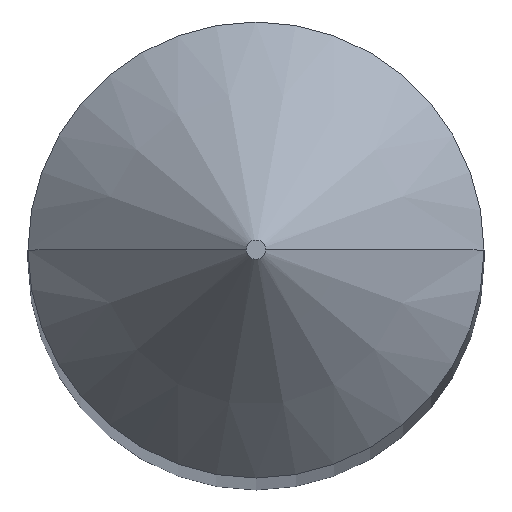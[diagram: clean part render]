
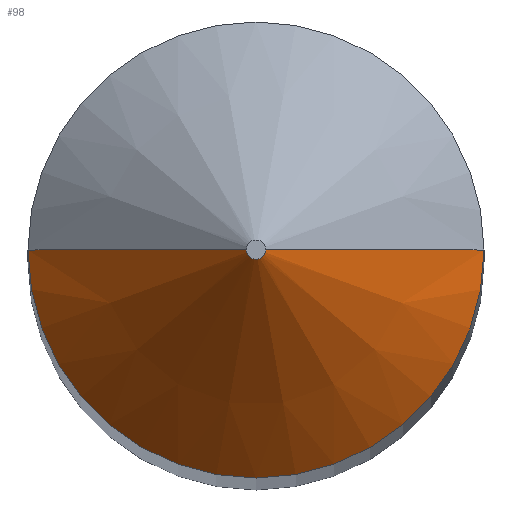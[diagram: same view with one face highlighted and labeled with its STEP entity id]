
A CAD part, top view. The second image highlights one B-rep face of the part: STEP entity #98.
In plain terms, the highlighted conical face has half-angle 45 degrees and reference radius 0.102 mm.
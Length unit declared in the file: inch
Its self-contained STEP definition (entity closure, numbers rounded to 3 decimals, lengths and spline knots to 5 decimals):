
#2 = CARTESIAN_POINT ( 'NONE',  ( 0.004, 0., 3. ) ) ;
#6 = AXIS2_PLACEMENT_3D ( 'NONE', #37, #245, #208 ) ;
#17 = EDGE_CURVE ( 'NONE', #82, #38, #201, .T. ) ;
#18 = DIRECTION ( 'NONE',  ( 0., 0., -1. ) ) ;
#20 = FACE_OUTER_BOUND ( 'NONE', #207, .T. ) ;
#22 = CARTESIAN_POINT ( 'NONE',  ( 0.09375, 0., 2.91025 ) ) ;
#37 = CARTESIAN_POINT ( 'NONE',  ( 0., 0., 2.91025 ) ) ;
#38 = VERTEX_POINT ( 'NONE', #204 ) ;
#42 = DIRECTION ( 'NONE',  ( 1., 0., 0. ) ) ;
#46 = CARTESIAN_POINT ( 'NONE',  ( 0., 0., 3. ) ) ;
#80 = EDGE_CURVE ( 'NONE', #109, #38, #173, .T. ) ;
#82 = VERTEX_POINT ( 'NONE', #22 ) ;
#92 = ORIENTED_EDGE ( 'NONE', *, *, #219, .F. ) ;
#94 = VECTOR ( 'NONE', #199, 39.37008 ) ;
#98 = ADVANCED_FACE ( 'NONE', ( #20 ), #118, .T. ) ;
#109 = VERTEX_POINT ( 'NONE', #155 ) ;
#118 = CONICAL_SURFACE ( 'NONE', #174, 0.004, 0.785 ) ;
#125 = DIRECTION ( 'NONE',  ( 0., 0., -1. ) ) ;
#138 = AXIS2_PLACEMENT_3D ( 'NONE', #46, #125, #157 ) ;
#143 = DIRECTION ( 'NONE',  ( 0.707, 0., -0.707 ) ) ;
#155 = CARTESIAN_POINT ( 'NONE',  ( -0.004, 0., 3. ) ) ;
#157 = DIRECTION ( 'NONE',  ( -1., 0., 0. ) ) ;
#170 = LINE ( 'NONE', #196, #237 ) ;
#173 = LINE ( 'NONE', #248, #94 ) ;
#174 = AXIS2_PLACEMENT_3D ( 'NONE', #228, #18, #42 ) ;
#196 = CARTESIAN_POINT ( 'NONE',  ( 0.004, 0., 3. ) ) ;
#199 = DIRECTION ( 'NONE',  ( -0.707, 0., -0.707 ) ) ;
#201 = CIRCLE ( 'NONE', #6, 0.09375 ) ;
#204 = CARTESIAN_POINT ( 'NONE',  ( -0.09375, 0., 2.91025 ) ) ;
#205 = ORIENTED_EDGE ( 'NONE', *, *, #17, .F. ) ;
#207 = EDGE_LOOP ( 'NONE', ( #240, #224, #205, #92 ) ) ;
#208 = DIRECTION ( 'NONE',  ( -1., 0., 0. ) ) ;
#211 = VERTEX_POINT ( 'NONE', #2 ) ;
#219 = EDGE_CURVE ( 'NONE', #211, #82, #170, .T. ) ;
#224 = ORIENTED_EDGE ( 'NONE', *, *, #80, .T. ) ;
#227 = EDGE_CURVE ( 'NONE', #211, #109, #249, .T. ) ;
#228 = CARTESIAN_POINT ( 'NONE',  ( 0., 0., 3. ) ) ;
#237 = VECTOR ( 'NONE', #143, 39.37008 ) ;
#240 = ORIENTED_EDGE ( 'NONE', *, *, #227, .T. ) ;
#245 = DIRECTION ( 'NONE',  ( 0., 0., -1. ) ) ;
#248 = CARTESIAN_POINT ( 'NONE',  ( -0.004, 0., 3. ) ) ;
#249 = CIRCLE ( 'NONE', #138, 0.004 ) ;
